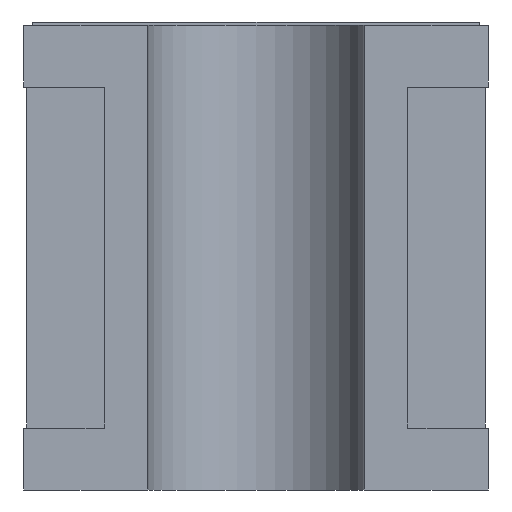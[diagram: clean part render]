
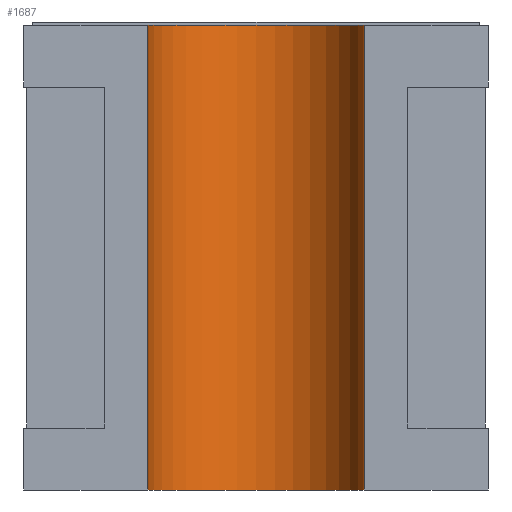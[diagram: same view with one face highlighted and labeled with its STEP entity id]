
A CAD part, left-side view. The second image highlights one B-rep face of the part: STEP entity #1687.
In plain terms, the highlighted cylindrical face has radius 0.175 mm (diameter 0.35 mm), a partial arc.
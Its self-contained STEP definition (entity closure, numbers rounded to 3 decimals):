
#53 = FACE_OUTER_BOUND ( 'NONE', #502, .T. ) ;
#141 = CARTESIAN_POINT ( 'NONE',  ( -0.8, 0., 0.75 ) ) ;
#290 = CARTESIAN_POINT ( 'NONE',  ( -0.8, -0.175, 0.75 ) ) ;
#296 = LINE ( 'NONE', #1543, #1527 ) ;
#337 = VECTOR ( 'NONE', #795, 1000. ) ;
#365 = LINE ( 'NONE', #637, #337 ) ;
#500 = DIRECTION ( 'NONE',  ( -1., 0., 0. ) ) ;
#502 = EDGE_LOOP ( 'NONE', ( #1556, #827, #747, #1480 ) ) ;
#520 = CIRCLE ( 'NONE', #1438, 0.175 ) ;
#555 = VERTEX_POINT ( 'NONE', #782 ) ;
#581 = CARTESIAN_POINT ( 'NONE',  ( -0.8, 0.175, 0.75 ) ) ;
#637 = CARTESIAN_POINT ( 'NONE',  ( -0.8, 0.175, 0.75 ) ) ;
#670 = DIRECTION ( 'NONE',  ( -1., 0., 0. ) ) ;
#712 = CARTESIAN_POINT ( 'NONE',  ( -0.8, 0., 0.75 ) ) ;
#731 = DIRECTION ( 'NONE',  ( 0., 0., -1. ) ) ;
#747 = ORIENTED_EDGE ( 'NONE', *, *, #1512, .F. ) ;
#782 = CARTESIAN_POINT ( 'NONE',  ( -0.8, 0.175, 0. ) ) ;
#784 = CARTESIAN_POINT ( 'NONE',  ( -0.8, 0., 0. ) ) ;
#795 = DIRECTION ( 'NONE',  ( 0., 0., 1. ) ) ;
#827 = ORIENTED_EDGE ( 'NONE', *, *, #1649, .F. ) ;
#920 = AXIS2_PLACEMENT_3D ( 'NONE', #712, #1266, #1708 ) ;
#1038 = CIRCLE ( 'NONE', #1637, 0.175 ) ;
#1105 = VERTEX_POINT ( 'NONE', #290 ) ;
#1155 = CYLINDRICAL_SURFACE ( 'NONE', #920, 0.175 ) ;
#1220 = DIRECTION ( 'NONE',  ( 0., 0., -1. ) ) ;
#1240 = EDGE_CURVE ( 'NONE', #555, #1566, #365, .T. ) ;
#1245 = DIRECTION ( 'NONE',  ( 0., 0., -1. ) ) ;
#1266 = DIRECTION ( 'NONE',  ( 0., 0., -1. ) ) ;
#1298 = CARTESIAN_POINT ( 'NONE',  ( -0.8, -0.175, 0. ) ) ;
#1438 = AXIS2_PLACEMENT_3D ( 'NONE', #141, #1245, #670 ) ;
#1471 = EDGE_CURVE ( 'NONE', #555, #1620, #1038, .T. ) ;
#1480 = ORIENTED_EDGE ( 'NONE', *, *, #1240, .F. ) ;
#1512 = EDGE_CURVE ( 'NONE', #1566, #1105, #520, .T. ) ;
#1527 = VECTOR ( 'NONE', #731, 1000. ) ;
#1543 = CARTESIAN_POINT ( 'NONE',  ( -0.8, -0.175, 0. ) ) ;
#1556 = ORIENTED_EDGE ( 'NONE', *, *, #1471, .T. ) ;
#1566 = VERTEX_POINT ( 'NONE', #581 ) ;
#1620 = VERTEX_POINT ( 'NONE', #1298 ) ;
#1637 = AXIS2_PLACEMENT_3D ( 'NONE', #784, #1220, #500 ) ;
#1649 = EDGE_CURVE ( 'NONE', #1105, #1620, #296, .T. ) ;
#1687 = ADVANCED_FACE ( 'NONE', ( #53 ), #1155, .F. ) ;
#1708 = DIRECTION ( 'NONE',  ( -1., 0., 0. ) ) ;
